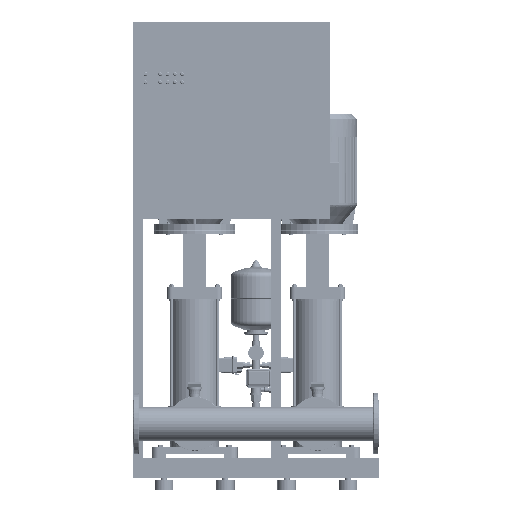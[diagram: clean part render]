
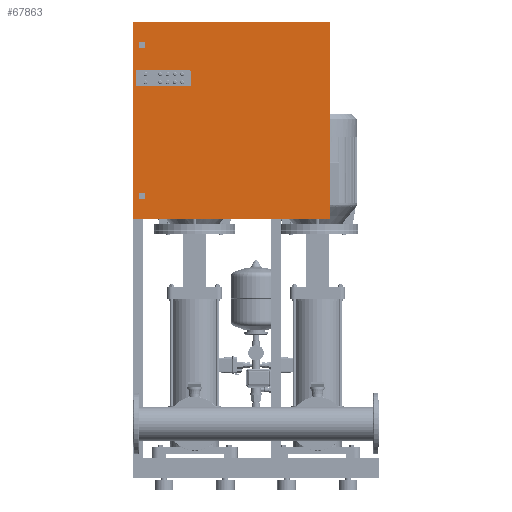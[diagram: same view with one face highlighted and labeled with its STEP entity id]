
A CAD part, front view. The second image highlights one B-rep face of the part: STEP entity #67863.
In plain terms, the highlighted planar face has unit normal (0, -1, 0).
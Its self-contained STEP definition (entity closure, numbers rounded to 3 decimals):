
#67122=CARTESIAN_POINT('',(800.0,-565.0,1905.0));
#67123=VERTEX_POINT('',#67122);
#67124=CARTESIAN_POINT('',(800.0,-565.0,1105.0));
#67125=VERTEX_POINT('',#67124);
#67126=CARTESIAN_POINT('',(800.0,-565.0,1905.0));
#67127=DIRECTION('',(0.0,0.0,-1.0));
#67128=VECTOR('',#67127,800.0);
#67129=LINE('',#67126,#67128);
#67130=EDGE_CURVE('',#67123,#67125,#67129,.T.);
#67239=CARTESIAN_POINT('',(15.,-565.0,1710.0));
#67240=VERTEX_POINT('',#67239);
#67247=CARTESIAN_POINT('',(10.,-565.0,1705.0));
#67248=VERTEX_POINT('',#67247);
#67249=CARTESIAN_POINT('',(15.,-565.,1705.0));
#67250=DIRECTION('',(0.0,1.,0.0));
#67251=DIRECTION('',(-0.707,0.0,0.707));
#67252=AXIS2_PLACEMENT_3D('',#67249,#67250,#67251);
#67253=CIRCLE('',#67252,5.);
#67254=EDGE_CURVE('',#67248,#67240,#67253,.T.);
#67271=CARTESIAN_POINT('',(10.,-565.0,1648.0));
#67272=VERTEX_POINT('',#67271);
#67273=CARTESIAN_POINT('',(10.,-565.0,1648.0));
#67274=DIRECTION('',(0.0,0.0,1.0));
#67275=VECTOR('',#67274,57.0);
#67276=LINE('',#67273,#67275);
#67277=EDGE_CURVE('',#67272,#67248,#67276,.T.);
#67294=CARTESIAN_POINT('',(15.,-565.0,1643.0));
#67295=VERTEX_POINT('',#67294);
#67296=CARTESIAN_POINT('',(15.,-565.,1648.0));
#67297=DIRECTION('',(0.0,1.,0.0));
#67298=DIRECTION('',(-0.707,0.0,-0.707));
#67299=AXIS2_PLACEMENT_3D('',#67296,#67297,#67298);
#67300=CIRCLE('',#67299,5.);
#67301=EDGE_CURVE('',#67295,#67272,#67300,.T.);
#67321=CARTESIAN_POINT('',(229.0,-565.0,1710.0));
#67322=VERTEX_POINT('',#67321);
#67329=CARTESIAN_POINT('',(15.,-565.0,1710.0));
#67330=DIRECTION('',(1.0,0.0,0.0));
#67331=VECTOR('',#67330,214.);
#67332=LINE('',#67329,#67331);
#67333=EDGE_CURVE('',#67240,#67322,#67332,.T.);
#67344=CARTESIAN_POINT('',(229.0,-565.0,1643.0));
#67345=VERTEX_POINT('',#67344);
#67346=CARTESIAN_POINT('',(229.0,-565.0,1643.0));
#67347=DIRECTION('',(-1.0,0.0,0.0));
#67348=VECTOR('',#67347,214.);
#67349=LINE('',#67346,#67348);
#67350=EDGE_CURVE('',#67345,#67295,#67349,.T.);
#67369=CARTESIAN_POINT('',(234.0,-565.0,1648.0));
#67370=VERTEX_POINT('',#67369);
#67371=CARTESIAN_POINT('',(229.0,-565.,1648.0));
#67372=DIRECTION('',(0.0,1.0,0.0));
#67373=DIRECTION('',(0.0,0.0,1.0));
#67374=AXIS2_PLACEMENT_3D('',#67371,#67372,#67373);
#67375=CIRCLE('',#67374,5.);
#67376=EDGE_CURVE('',#67370,#67345,#67375,.T.);
#67394=CARTESIAN_POINT('',(234.0,-565.0,1705.0));
#67395=VERTEX_POINT('',#67394);
#67396=CARTESIAN_POINT('',(234.0,-565.0,1705.0));
#67397=DIRECTION('',(0.0,0.0,-1.0));
#67398=VECTOR('',#67397,57.0);
#67399=LINE('',#67396,#67398);
#67400=EDGE_CURVE('',#67395,#67370,#67399,.T.);
#67418=CARTESIAN_POINT('',(229.0,-565.,1705.0));
#67419=DIRECTION('',(0.0,1.0,0.0));
#67420=DIRECTION('',(-1.0,0.0,0.0));
#67421=AXIS2_PLACEMENT_3D('',#67418,#67419,#67420);
#67422=CIRCLE('',#67421,5.);
#67423=EDGE_CURVE('',#67322,#67395,#67422,.T.);
#67475=CARTESIAN_POINT('',(50.,-565.,1825.0));
#67476=VERTEX_POINT('',#67475);
#67483=CARTESIAN_POINT('',(25.,-565.,1825.0));
#67484=VERTEX_POINT('',#67483);
#67485=CARTESIAN_POINT('',(25.,-565.,1825.0));
#67486=DIRECTION('',(1.0,0.0,0.0));
#67487=VECTOR('',#67486,25.0);
#67488=LINE('',#67485,#67487);
#67489=EDGE_CURVE('',#67484,#67476,#67488,.T.);
#67507=CARTESIAN_POINT('',(25.0,-565.,1800.0));
#67508=VERTEX_POINT('',#67507);
#67509=CARTESIAN_POINT('',(25.0,-565.,1800.0));
#67510=DIRECTION('',(0.0,0.0,1.0));
#67511=VECTOR('',#67510,25.0);
#67512=LINE('',#67509,#67511);
#67513=EDGE_CURVE('',#67508,#67484,#67512,.T.);
#67531=CARTESIAN_POINT('',(50.,-565.,1800.0));
#67532=VERTEX_POINT('',#67531);
#67533=CARTESIAN_POINT('',(50.,-565.,1800.0));
#67534=DIRECTION('',(-1.0,0.0,0.0));
#67535=VECTOR('',#67534,25.);
#67536=LINE('',#67533,#67535);
#67537=EDGE_CURVE('',#67532,#67508,#67536,.T.);
#67555=CARTESIAN_POINT('',(50.,-565.,1825.0));
#67556=DIRECTION('',(0.0,0.0,-1.0));
#67557=VECTOR('',#67556,25.0);
#67558=LINE('',#67555,#67557);
#67559=EDGE_CURVE('',#67476,#67532,#67558,.T.);
#67580=CARTESIAN_POINT('',(0.,-565.0,1105.0));
#67581=VERTEX_POINT('',#67580);
#67588=CARTESIAN_POINT('',(0.,-565.0,1905.0));
#67589=VERTEX_POINT('',#67588);
#67590=CARTESIAN_POINT('',(0.,-565.0,1105.0));
#67591=DIRECTION('',(0.0,0.0,1.0));
#67592=VECTOR('',#67591,800.0);
#67593=LINE('',#67590,#67592);
#67594=EDGE_CURVE('',#67581,#67589,#67593,.T.);
#67660=CARTESIAN_POINT('',(50.,-565.,1185.0));
#67661=VERTEX_POINT('',#67660);
#67668=CARTESIAN_POINT('',(50.,-565.,1210.0));
#67669=VERTEX_POINT('',#67668);
#67670=CARTESIAN_POINT('',(50.,-565.,1210.0));
#67671=DIRECTION('',(0.0,0.0,-1.0));
#67672=VECTOR('',#67671,25.0);
#67673=LINE('',#67670,#67672);
#67674=EDGE_CURVE('',#67669,#67661,#67673,.T.);
#67698=CARTESIAN_POINT('',(25.,-565.,1185.0));
#67699=VERTEX_POINT('',#67698);
#67706=CARTESIAN_POINT('',(50.,-565.,1185.0));
#67707=DIRECTION('',(-1.0,0.0,0.0));
#67708=VECTOR('',#67707,25.);
#67709=LINE('',#67706,#67708);
#67710=EDGE_CURVE('',#67661,#67699,#67709,.T.);
#67729=CARTESIAN_POINT('',(25.,-565.,1210.0));
#67730=VERTEX_POINT('',#67729);
#67737=CARTESIAN_POINT('',(25.,-565.,1185.0));
#67738=DIRECTION('',(0.0,0.0,1.0));
#67739=VECTOR('',#67738,25.0);
#67740=LINE('',#67737,#67739);
#67741=EDGE_CURVE('',#67699,#67730,#67740,.T.);
#67759=CARTESIAN_POINT('',(25.,-565.,1210.0));
#67760=DIRECTION('',(1.0,0.0,0.0));
#67761=VECTOR('',#67760,25.);
#67762=LINE('',#67759,#67761);
#67763=EDGE_CURVE('',#67730,#67669,#67762,.T.);
#67808=CARTESIAN_POINT('',(0.,-565.0,1905.0));
#67809=DIRECTION('',(1.0,0.0,0.0));
#67810=VECTOR('',#67809,800.0);
#67811=LINE('',#67808,#67810);
#67812=EDGE_CURVE('',#67589,#67123,#67811,.T.);
#67825=CARTESIAN_POINT('',(300.,-565.,1325.0));
#67826=DIRECTION('',(0.0,-1.0,0.0));
#67827=DIRECTION('',(1.0,0.0,0.0));
#67828=AXIS2_PLACEMENT_3D('',#67825,#67826,#67827);
#67829=PLANE('',#67828);
#67830=CARTESIAN_POINT('',(800.0,-565.0,1105.0));
#67831=DIRECTION('',(-1.0,0.0,0.0));
#67832=VECTOR('',#67831,800.);
#67833=LINE('',#67830,#67832);
#67834=EDGE_CURVE('',#67125,#67581,#67833,.T.);
#67835=ORIENTED_EDGE('',*,*,#67834,.F.);
#67836=ORIENTED_EDGE('',*,*,#67130,.F.);
#67837=ORIENTED_EDGE('',*,*,#67812,.F.);
#67838=ORIENTED_EDGE('',*,*,#67594,.F.);
#67839=EDGE_LOOP('',(#67835,#67836,#67837,#67838));
#67840=FACE_OUTER_BOUND('',#67839,.T.);
#67841=ORIENTED_EDGE('',*,*,#67674,.T.);
#67842=ORIENTED_EDGE('',*,*,#67710,.T.);
#67843=ORIENTED_EDGE('',*,*,#67741,.T.);
#67844=ORIENTED_EDGE('',*,*,#67763,.T.);
#67845=EDGE_LOOP('',(#67841,#67842,#67843,#67844));
#67846=FACE_BOUND('',#67845,.T.);
#67847=ORIENTED_EDGE('',*,*,#67254,.T.);
#67848=ORIENTED_EDGE('',*,*,#67333,.T.);
#67849=ORIENTED_EDGE('',*,*,#67423,.T.);
#67850=ORIENTED_EDGE('',*,*,#67400,.T.);
#67851=ORIENTED_EDGE('',*,*,#67376,.T.);
#67852=ORIENTED_EDGE('',*,*,#67350,.T.);
#67853=ORIENTED_EDGE('',*,*,#67301,.T.);
#67854=ORIENTED_EDGE('',*,*,#67277,.T.);
#67855=EDGE_LOOP('',(#67847,#67848,#67849,#67850,#67851,#67852,#67853,#67854));
#67856=FACE_BOUND('',#67855,.T.);
#67857=ORIENTED_EDGE('',*,*,#67489,.T.);
#67858=ORIENTED_EDGE('',*,*,#67559,.T.);
#67859=ORIENTED_EDGE('',*,*,#67537,.T.);
#67860=ORIENTED_EDGE('',*,*,#67513,.T.);
#67861=EDGE_LOOP('',(#67857,#67858,#67859,#67860));
#67862=FACE_BOUND('',#67861,.T.);
#67863=ADVANCED_FACE('',(#67840,#67846,#67856,#67862),#67829,.T.);
